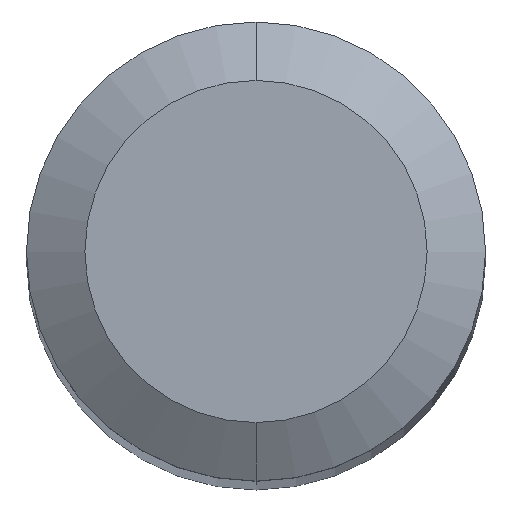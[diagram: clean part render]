
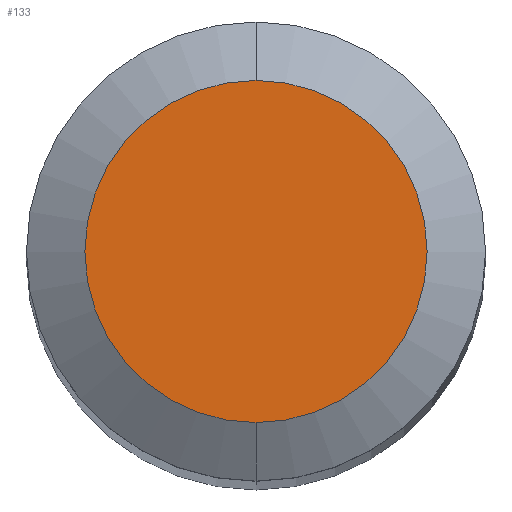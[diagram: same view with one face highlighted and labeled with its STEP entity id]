
A CAD part, top view. The second image highlights one B-rep face of the part: STEP entity #133.
In plain terms, the highlighted planar face has unit normal (0, 0, 1).
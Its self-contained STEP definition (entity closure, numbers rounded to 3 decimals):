
#6 = EDGE_CURVE ( 'NONE', #443, #567, #113, .T. ) ;
#10 = FACE_OUTER_BOUND ( 'NONE', #283, .T. ) ;
#37 = DIRECTION ( 'NONE',  ( 0., 1., 0. ) ) ;
#64 = DIRECTION ( 'NONE',  ( 0., 0., 1. ) ) ;
#82 = AXIS2_PLACEMENT_3D ( 'NONE', #310, #109, #37 ) ;
#108 = CIRCLE ( 'NONE', #431, 2.534 ) ;
#109 = DIRECTION ( 'NONE',  ( 0., 0., -1. ) ) ;
#113 = CIRCLE ( 'NONE', #378, 2.534 ) ;
#122 = ORIENTED_EDGE ( 'NONE', *, *, #6, .T. ) ;
#133 = ADVANCED_FACE ( 'NONE', ( #10 ), #202, .F. ) ;
#168 = CARTESIAN_POINT ( 'NONE',  ( 0., -2.534, 38. ) ) ;
#202 = PLANE ( 'NONE',  #82 ) ;
#215 = DIRECTION ( 'NONE',  ( 0., 1., 0. ) ) ;
#260 = CARTESIAN_POINT ( 'NONE',  ( 0., 0., 38. ) ) ;
#283 = EDGE_LOOP ( 'NONE', ( #122, #341 ) ) ;
#310 = CARTESIAN_POINT ( 'NONE',  ( 0., 0., 38. ) ) ;
#341 = ORIENTED_EDGE ( 'NONE', *, *, #515, .T. ) ;
#347 = CARTESIAN_POINT ( 'NONE',  ( 0., 0., 38. ) ) ;
#378 = AXIS2_PLACEMENT_3D ( 'NONE', #260, #501, #215 ) ;
#393 = DIRECTION ( 'NONE',  ( 0., 1., 0. ) ) ;
#431 = AXIS2_PLACEMENT_3D ( 'NONE', #347, #64, #393 ) ;
#434 = CARTESIAN_POINT ( 'NONE',  ( 0., 2.534, 38. ) ) ;
#443 = VERTEX_POINT ( 'NONE', #434 ) ;
#501 = DIRECTION ( 'NONE',  ( 0., 0., 1. ) ) ;
#515 = EDGE_CURVE ( 'NONE', #567, #443, #108, .T. ) ;
#567 = VERTEX_POINT ( 'NONE', #168 ) ;
